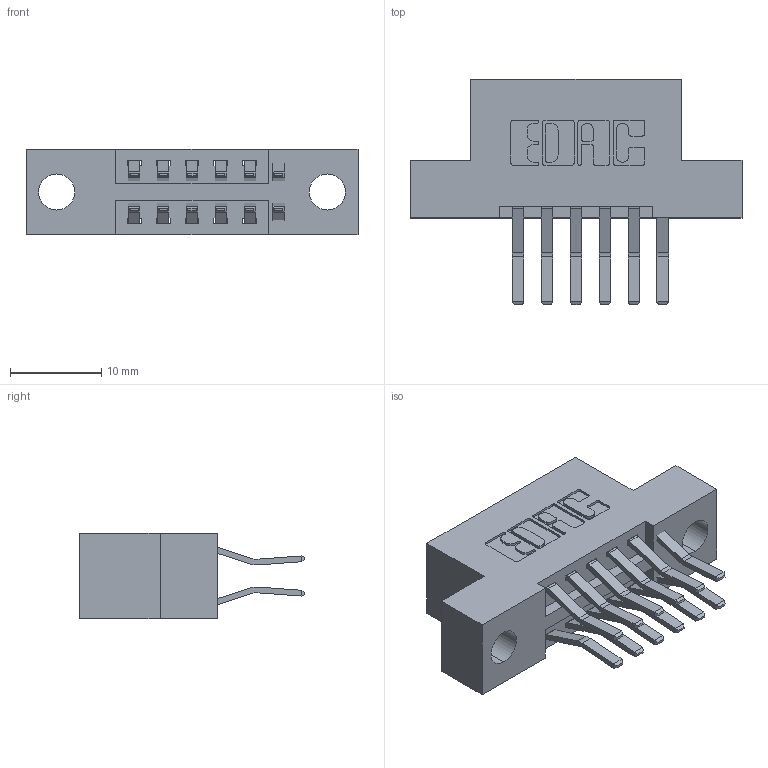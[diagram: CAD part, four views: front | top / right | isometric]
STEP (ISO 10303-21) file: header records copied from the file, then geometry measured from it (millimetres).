
FILE_DESCRIPTION (( 'STEP AP203' ), '1' );
FILE_NAME ('346-012-560-204.STEP', '2022-05-17T21:11:42', ( '' ), ( '' ), 'SwSTEP 2.0', 'SolidWorks 2020', '' );
FILE_SCHEMA (( 'CONFIG_CONTROL_DESIGN' ));
Length unit declared in the file: inch
Products named in the file (3): 346-012-560-204; 345-292-001_560 Tail; 346 Part_Flush Mounting Lugs - 0.156 Dia-TH
Assembly tree (13 placements, depth 2):
  346-012-560-204
    346 Part_Flush Mounting Lugs - 0.156 Dia-TH
    345-292-001_560 Tail  x12
Bounding box: 36.45 x 24.78 x 9.4 mm (x, y, z)
Volume: 3257.6 mm3; surface area: 4057.7 mm2
Topology: 13 solids, 13 shells, 772 faces, 2255 edges, 1486 vertices
Faces by surface type: plane 500, cylinder 272
Entity records: 8815 total; most frequent: CARTESIAN_POINT 1500, ORIENTED_EDGE 1430, DIRECTION 1379, EDGE_CURVE 715, LINE 559, VECTOR 559, VERTEX_POINT 474, AXIS2_PLACEMENT_3D 410
